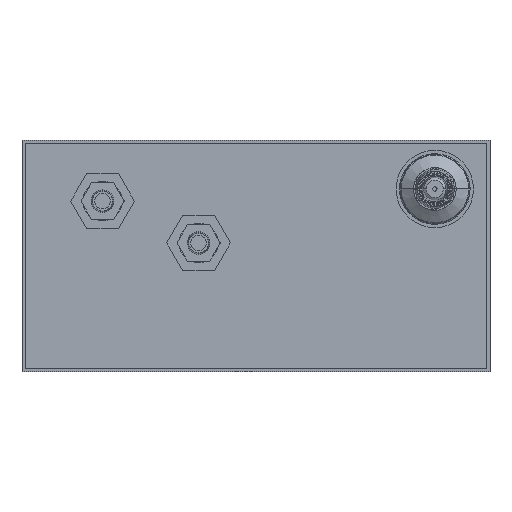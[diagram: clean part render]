
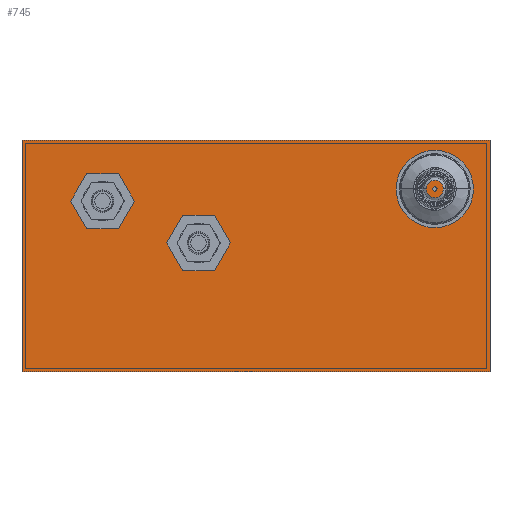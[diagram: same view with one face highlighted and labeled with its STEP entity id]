
A CAD part, front view. The second image highlights one B-rep face of the part: STEP entity #745.
In plain terms, the highlighted planar face has unit normal (0, -1, 0).
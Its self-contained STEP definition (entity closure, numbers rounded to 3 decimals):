
#5=DIRECTION('',(1.,0.,0.));
#6=VECTOR('',#5,14.434);
#7=CARTESIAN_POINT('',(-76.727,0.,-40.146));
#8=LINE('',#7,#6);
#9=DIRECTION('',(0.5,0.,0.866));
#10=VECTOR('',#9,14.434);
#11=CARTESIAN_POINT('',(-62.293,0.,-40.146));
#12=LINE('',#11,#10);
#13=DIRECTION('',(-0.5,0.,0.866));
#14=VECTOR('',#13,14.434);
#15=CARTESIAN_POINT('',(-55.076,0.,-27.646));
#16=LINE('',#15,#14);
#17=DIRECTION('',(-1.,0.,0.));
#18=VECTOR('',#17,14.434);
#19=CARTESIAN_POINT('',(-62.293,0.,-15.146));
#20=LINE('',#19,#18);
#21=DIRECTION('',(-0.5,0.,-0.866));
#22=VECTOR('',#21,14.434);
#23=CARTESIAN_POINT('',(-76.727,0.,-15.146));
#24=LINE('',#23,#22);
#25=DIRECTION('',(0.5,0.,-0.866));
#26=VECTOR('',#25,14.434);
#27=CARTESIAN_POINT('',(-83.944,0.,-27.646));
#28=LINE('',#27,#26);
#29=DIRECTION('',(1.,0.,0.));
#30=VECTOR('',#29,14.43);
#31=CARTESIAN_POINT('',(-33.224,0.,-59.08));
#32=LINE('',#31,#30);
#33=DIRECTION('',(0.5,0.,0.866));
#34=VECTOR('',#33,14.43);
#35=CARTESIAN_POINT('',(-18.794,0.,-59.08));
#36=LINE('',#35,#34);
#37=DIRECTION('',(-0.5,0.,0.866));
#38=VECTOR('',#37,14.43);
#39=CARTESIAN_POINT('',(-11.579,0.,-46.583));
#40=LINE('',#39,#38);
#41=DIRECTION('',(-1.,0.,0.));
#42=VECTOR('',#41,14.43);
#43=CARTESIAN_POINT('',(-18.794,0.,-34.087));
#44=LINE('',#43,#42);
#45=DIRECTION('',(-0.5,0.,-0.866));
#46=VECTOR('',#45,14.43);
#47=CARTESIAN_POINT('',(-33.224,0.,-34.087));
#48=LINE('',#47,#46);
#49=DIRECTION('',(0.5,0.,-0.866));
#50=VECTOR('',#49,14.43);
#51=CARTESIAN_POINT('',(-40.439,0.,-46.583));
#52=LINE('',#51,#50);
#53=CARTESIAN_POINT('',(81.,0.,-22.135));
#54=DIRECTION('',(0.,1.,0.));
#55=DIRECTION('',(-1.,0.,0.));
#56=AXIS2_PLACEMENT_3D('',#53,#54,#55);
#58=CARTESIAN_POINT('',(81.,0.,-22.135));
#59=DIRECTION('',(0.,1.,0.));
#60=DIRECTION('',(1.,0.,0.));
#61=AXIS2_PLACEMENT_3D('',#58,#59,#60);
#63=DIRECTION('',(-1.,0.,0.));
#64=VECTOR('',#63,212.);
#65=CARTESIAN_POINT('',(106.,0.,0.));
#66=LINE('',#65,#64);
#151=DIRECTION('',(0.,0.,-1.));
#152=VECTOR('',#151,105.);
#153=CARTESIAN_POINT('',(-106.,0.,0.));
#154=LINE('',#153,#152);
#159=DIRECTION('',(1.,0.,0.));
#160=VECTOR('',#159,212.);
#161=CARTESIAN_POINT('',(-106.,0.,-105.));
#162=LINE('',#161,#160);
#167=DIRECTION('',(0.,0.,1.));
#168=VECTOR('',#167,105.);
#169=CARTESIAN_POINT('',(106.,0.,-105.));
#170=LINE('',#169,#168);
#521=CARTESIAN_POINT('',(106.,0.,0.));
#522=CARTESIAN_POINT('',(-106.,0.,0.));
#523=VERTEX_POINT('',#521);
#524=VERTEX_POINT('',#522);
#525=CARTESIAN_POINT('',(106.,0.,-105.));
#526=VERTEX_POINT('',#525);
#527=CARTESIAN_POINT('',(-106.,0.,-105.));
#528=VERTEX_POINT('',#527);
#617=CARTESIAN_POINT('',(-76.727,0.,-40.146));
#618=CARTESIAN_POINT('',(-62.293,0.,-40.146));
#619=VERTEX_POINT('',#617);
#620=VERTEX_POINT('',#618);
#621=CARTESIAN_POINT('',(-55.076,0.,-27.646));
#622=VERTEX_POINT('',#621);
#623=CARTESIAN_POINT('',(-62.293,0.,-15.146));
#624=VERTEX_POINT('',#623);
#625=CARTESIAN_POINT('',(-76.727,0.,-15.146));
#626=VERTEX_POINT('',#625);
#627=CARTESIAN_POINT('',(-83.944,0.,-27.646));
#628=VERTEX_POINT('',#627);
#641=CARTESIAN_POINT('',(-33.224,0.,-59.08));
#642=CARTESIAN_POINT('',(-18.794,0.,-59.08));
#643=VERTEX_POINT('',#641);
#644=VERTEX_POINT('',#642);
#645=CARTESIAN_POINT('',(-11.579,0.,-46.583));
#646=VERTEX_POINT('',#645);
#647=CARTESIAN_POINT('',(-18.794,0.,-34.087));
#648=VERTEX_POINT('',#647);
#649=CARTESIAN_POINT('',(-33.224,0.,-34.087));
#650=VERTEX_POINT('',#649);
#651=CARTESIAN_POINT('',(-40.439,0.,-46.583));
#652=VERTEX_POINT('',#651);
#665=CARTESIAN_POINT('',(80.,0.,-22.135));
#666=CARTESIAN_POINT('',(82.,0.,-22.135));
#667=VERTEX_POINT('',#665);
#668=VERTEX_POINT('',#666);
#697=CARTESIAN_POINT('',(0.,0.,0.));
#698=DIRECTION('',(0.,1.,0.));
#699=DIRECTION('',(1.,0.,0.));
#700=AXIS2_PLACEMENT_3D('',#697,#698,#699);
#701=PLANE('',#700);
#703=ORIENTED_EDGE('',*,*,#702,.F.);
#705=ORIENTED_EDGE('',*,*,#704,.F.);
#707=ORIENTED_EDGE('',*,*,#706,.F.);
#709=ORIENTED_EDGE('',*,*,#708,.F.);
#710=EDGE_LOOP('',(#703,#705,#707,#709));
#711=FACE_OUTER_BOUND('',#710,.F.);
#713=ORIENTED_EDGE('',*,*,#712,.T.);
#715=ORIENTED_EDGE('',*,*,#714,.T.);
#717=ORIENTED_EDGE('',*,*,#716,.T.);
#719=ORIENTED_EDGE('',*,*,#718,.T.);
#720=ORIENTED_EDGE('',*,*,#686,.T.);
#722=ORIENTED_EDGE('',*,*,#721,.T.);
#723=EDGE_LOOP('',(#713,#715,#717,#719,#720,#722));
#724=FACE_BOUND('',#723,.F.);
#726=ORIENTED_EDGE('',*,*,#725,.T.);
#728=ORIENTED_EDGE('',*,*,#727,.T.);
#730=ORIENTED_EDGE('',*,*,#729,.T.);
#732=ORIENTED_EDGE('',*,*,#731,.T.);
#734=ORIENTED_EDGE('',*,*,#733,.T.);
#736=ORIENTED_EDGE('',*,*,#735,.T.);
#737=EDGE_LOOP('',(#726,#728,#730,#732,#734,#736));
#738=FACE_BOUND('',#737,.F.);
#740=ORIENTED_EDGE('',*,*,#739,.F.);
#742=ORIENTED_EDGE('',*,*,#741,.F.);
#743=EDGE_LOOP('',(#740,#742));
#744=FACE_BOUND('',#743,.F.);
#745=ADVANCED_FACE('',(#711,#724,#738,#744),#701,.F.);
#57=CIRCLE('',#56,1.);
#62=CIRCLE('',#61,1.);
#686=EDGE_CURVE('',#626,#628,#24,.T.);
#702=EDGE_CURVE('',#523,#524,#66,.T.);
#704=EDGE_CURVE('',#526,#523,#170,.T.);
#706=EDGE_CURVE('',#528,#526,#162,.T.);
#708=EDGE_CURVE('',#524,#528,#154,.T.);
#712=EDGE_CURVE('',#619,#620,#8,.T.);
#714=EDGE_CURVE('',#620,#622,#12,.T.);
#716=EDGE_CURVE('',#622,#624,#16,.T.);
#718=EDGE_CURVE('',#624,#626,#20,.T.);
#721=EDGE_CURVE('',#628,#619,#28,.T.);
#725=EDGE_CURVE('',#643,#644,#32,.T.);
#727=EDGE_CURVE('',#644,#646,#36,.T.);
#729=EDGE_CURVE('',#646,#648,#40,.T.);
#731=EDGE_CURVE('',#648,#650,#44,.T.);
#733=EDGE_CURVE('',#650,#652,#48,.T.);
#735=EDGE_CURVE('',#652,#643,#52,.T.);
#739=EDGE_CURVE('',#667,#668,#57,.T.);
#741=EDGE_CURVE('',#668,#667,#62,.T.);
